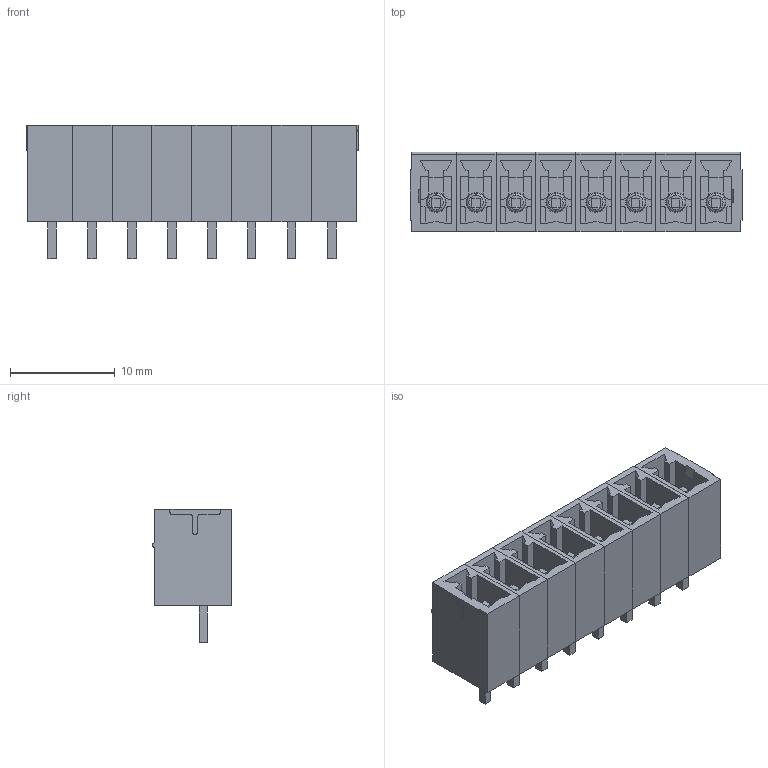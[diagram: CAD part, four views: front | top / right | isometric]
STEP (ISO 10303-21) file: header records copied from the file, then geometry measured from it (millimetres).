
FILE_DESCRIPTION(('STEP AP214'),'1');
FILE_NAME('20020107d081a01lf.stp','2016-05-18T17:19:48',('TraceParts'),('TraceParts S.A.'),'Spatial InterOp 3D',' ',' ');
FILE_SCHEMA(('automotive_design'));
Length unit declared in the file: millimetre
Products named in the file (8): 20020107-D08_ASM|Next assembly relationship#20020107-D-LEM;20020107-D-LEM; 20020107-D08_ASM|Next assembly relationship#20020107-D-CM;20020107-D-CM; 20020107-D08_ASM|Next assembly relationship#20020107-D-REM;20020107-D-REM
Bounding box: 31.67 x 7.6 x 12.7 mm (x, y, z)
Volume: 1216.7 mm3; surface area: 3812.7 mm2
Topology: 8 solids, 8 shells, 496 faces, 1296 edges, 848 vertices
Faces by surface type: plane 372, cylinder 76, torus 32, cone 16
Entity records: 15204 total; most frequent: CARTESIAN_POINT 2648, ORIENTED_EDGE 2592, DIRECTION 2552, EDGE_CURVE 1296, LINE 1048, VECTOR 1048, VERTEX_POINT 848, AXIS2_PLACEMENT_3D 752
